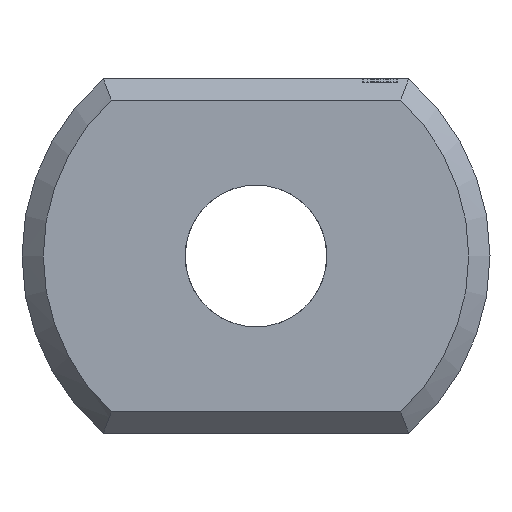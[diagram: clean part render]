
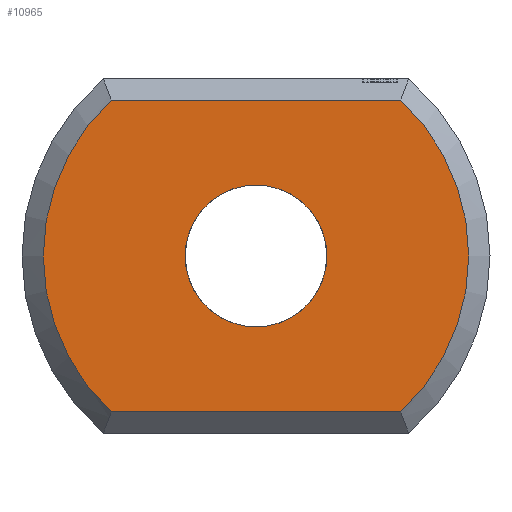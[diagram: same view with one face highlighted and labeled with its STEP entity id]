
A CAD part, left-side view. The second image highlights one B-rep face of the part: STEP entity #10965.
In plain terms, the highlighted planar face has unit normal (-1, 0, 0).
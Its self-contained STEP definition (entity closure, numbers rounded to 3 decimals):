
#24 = VERTEX_POINT('',#25);
#25 = CARTESIAN_POINT('',(0.,-2.04,2.2));
#33 = PLANE('',#34);
#34 = AXIS2_PLACEMENT_3D('',#35,#36,#37);
#35 = CARTESIAN_POINT('',(0.15,-2.154,2.35));
#36 = DIRECTION('',(0.707,0.,-0.707)
  );
#37 = DIRECTION('',(0.,-1.,0.));
#45 = CONICAL_SURFACE('',#46,3.3,0.785);
#46 = AXIS2_PLACEMENT_3D('',#47,#48,#49);
#47 = CARTESIAN_POINT('',(0.3,0.,0.));
#48 = DIRECTION('',(1.,0.,0.));
#49 = DIRECTION('',(0.,-0.653,0.758));
#89 = VERTEX_POINT('',#90);
#90 = CARTESIAN_POINT('',(0.,2.04,2.2));
#105 = CONICAL_SURFACE('',#106,3.3,0.785);
#106 = AXIS2_PLACEMENT_3D('',#107,#108,#109);
#107 = CARTESIAN_POINT('',(0.3,0.,0.));
#108 = DIRECTION('',(1.,0.,0.));
#109 = DIRECTION('',(0.,0.653,-0.758));
#120 = EDGE_CURVE('',#24,#89,#121,.T.);
#121 = SURFACE_CURVE('',#122,(#126,#133),.PCURVE_S1.);
#122 = LINE('',#123,#124);
#123 = CARTESIAN_POINT('',(0.,-2.154,2.2));
#124 = VECTOR('',#125,1.);
#125 = DIRECTION('',(0.,1.,0.));
#126 = PCURVE('',#33,#127);
#127 = DEFINITIONAL_REPRESENTATION('',(#128),#132);
#128 = LINE('',#129,#130);
#129 = CARTESIAN_POINT('',(0.,0.212));
#130 = VECTOR('',#131,1.);
#131 = DIRECTION('',(-1.,0.));
#132 = ( GEOMETRIC_REPRESENTATION_CONTEXT(2) 
PARAMETRIC_REPRESENTATION_CONTEXT() REPRESENTATION_CONTEXT('2D SPACE',''
  ) );
#133 = PCURVE('',#134,#139);
#134 = PLANE('',#135);
#135 = AXIS2_PLACEMENT_3D('',#136,#137,#138);
#136 = CARTESIAN_POINT('',(0.,0.,
    0.));
#137 = DIRECTION('',(1.,0.,0.));
#138 = DIRECTION('',(0.,0.,1.));
#139 = DEFINITIONAL_REPRESENTATION('',(#140),#144);
#140 = LINE('',#141,#142);
#141 = CARTESIAN_POINT('',(2.2,2.154));
#142 = VECTOR('',#143,1.);
#143 = DIRECTION('',(0.,-1.));
#144 = ( GEOMETRIC_REPRESENTATION_CONTEXT(2) 
PARAMETRIC_REPRESENTATION_CONTEXT() REPRESENTATION_CONTEXT('2D SPACE',''
  ) );
#180 = VERTEX_POINT('',#181);
#181 = CARTESIAN_POINT('',(0.,-2.04,-2.2));
#199 = PLANE('',#200);
#200 = AXIS2_PLACEMENT_3D('',#201,#202,#203);
#201 = CARTESIAN_POINT('',(0.15,-2.154,-2.35));
#202 = DIRECTION('',(-0.707,0.,-0.707));
#203 = DIRECTION('',(0.,-1.,0.));
#211 = EDGE_CURVE('',#24,#180,#212,.T.);
#212 = SURFACE_CURVE('',#213,(#218,#225),.PCURVE_S1.);
#213 = CIRCLE('',#214,3.);
#214 = AXIS2_PLACEMENT_3D('',#215,#216,#217);
#215 = CARTESIAN_POINT('',(0.,0.,
    0.));
#216 = DIRECTION('',(1.,0.,0.));
#217 = DIRECTION('',(0.,-0.653,0.758));
#218 = PCURVE('',#45,#219);
#219 = DEFINITIONAL_REPRESENTATION('',(#220),#224);
#220 = LINE('',#221,#222);
#221 = CARTESIAN_POINT('',(0.,-0.3));
#222 = VECTOR('',#223,1.);
#223 = DIRECTION('',(1.,-0.));
#224 = ( GEOMETRIC_REPRESENTATION_CONTEXT(2) 
PARAMETRIC_REPRESENTATION_CONTEXT() REPRESENTATION_CONTEXT('2D SPACE',''
  ) );
#225 = PCURVE('',#134,#226);
#226 = DEFINITIONAL_REPRESENTATION('',(#227),#231);
#227 = CIRCLE('',#228,3.);
#228 = AXIS2_PLACEMENT_2D('',#229,#230);
#229 = CARTESIAN_POINT('',(0.,0.));
#230 = DIRECTION('',(0.758,0.653));
#231 = ( GEOMETRIC_REPRESENTATION_CONTEXT(2) 
PARAMETRIC_REPRESENTATION_CONTEXT() REPRESENTATION_CONTEXT('2D SPACE',''
  ) );
#10965 = ADVANCED_FACE('',(#10966,#11015),#134,.F.);
#10966 = FACE_BOUND('',#10967,.F.);
#10967 = EDGE_LOOP('',(#10968,#10992,#10993,#10994));
#10968 = ORIENTED_EDGE('',*,*,#10969,.T.);
#10969 = EDGE_CURVE('',#10970,#89,#10972,.T.);
#10970 = VERTEX_POINT('',#10971);
#10971 = CARTESIAN_POINT('',(0.,2.04,-2.2));
#10972 = SURFACE_CURVE('',#10973,(#10978,#10985),.PCURVE_S1.);
#10973 = CIRCLE('',#10974,3.);
#10974 = AXIS2_PLACEMENT_3D('',#10975,#10976,#10977);
#10975 = CARTESIAN_POINT('',(0.,0.,
    0.));
#10976 = DIRECTION('',(1.,0.,0.));
#10977 = DIRECTION('',(0.,0.653,-0.758)
  );
#10978 = PCURVE('',#134,#10979);
#10979 = DEFINITIONAL_REPRESENTATION('',(#10980),#10984);
#10980 = CIRCLE('',#10981,3.);
#10981 = AXIS2_PLACEMENT_2D('',#10982,#10983);
#10982 = CARTESIAN_POINT('',(0.,0.));
#10983 = DIRECTION('',(-0.758,-0.653));
#10984 = ( GEOMETRIC_REPRESENTATION_CONTEXT(2) 
PARAMETRIC_REPRESENTATION_CONTEXT() REPRESENTATION_CONTEXT('2D SPACE',''
  ) );
#10985 = PCURVE('',#105,#10986);
#10986 = DEFINITIONAL_REPRESENTATION('',(#10987),#10991);
#10987 = LINE('',#10988,#10989);
#10988 = CARTESIAN_POINT('',(0.,-0.3));
#10989 = VECTOR('',#10990,1.);
#10990 = DIRECTION('',(1.,-0.));
#10991 = ( GEOMETRIC_REPRESENTATION_CONTEXT(2) 
PARAMETRIC_REPRESENTATION_CONTEXT() REPRESENTATION_CONTEXT('2D SPACE',''
  ) );
#10992 = ORIENTED_EDGE('',*,*,#120,.F.);
#10993 = ORIENTED_EDGE('',*,*,#211,.T.);
#10994 = ORIENTED_EDGE('',*,*,#10995,.T.);
#10995 = EDGE_CURVE('',#180,#10970,#10996,.T.);
#10996 = SURFACE_CURVE('',#10997,(#11001,#11008),.PCURVE_S1.);
#10997 = LINE('',#10998,#10999);
#10998 = CARTESIAN_POINT('',(0.,-2.154,-2.2));
#10999 = VECTOR('',#11000,1.);
#11000 = DIRECTION('',(0.,1.,0.));
#11001 = PCURVE('',#134,#11002);
#11002 = DEFINITIONAL_REPRESENTATION('',(#11003),#11007);
#11003 = LINE('',#11004,#11005);
#11004 = CARTESIAN_POINT('',(-2.2,2.154));
#11005 = VECTOR('',#11006,1.);
#11006 = DIRECTION('',(0.,-1.));
#11007 = ( GEOMETRIC_REPRESENTATION_CONTEXT(2) 
PARAMETRIC_REPRESENTATION_CONTEXT() REPRESENTATION_CONTEXT('2D SPACE',''
  ) );
#11008 = PCURVE('',#199,#11009);
#11009 = DEFINITIONAL_REPRESENTATION('',(#11010),#11014);
#11010 = LINE('',#11011,#11012);
#11011 = CARTESIAN_POINT('',(0.,0.212));
#11012 = VECTOR('',#11013,1.);
#11013 = DIRECTION('',(-1.,0.));
#11014 = ( GEOMETRIC_REPRESENTATION_CONTEXT(2) 
PARAMETRIC_REPRESENTATION_CONTEXT() REPRESENTATION_CONTEXT('2D SPACE',''
  ) );
#11015 = FACE_BOUND('',#11016,.T.);
#11016 = EDGE_LOOP('',(#11017));
#11017 = ORIENTED_EDGE('',*,*,#11018,.T.);
#11018 = EDGE_CURVE('',#11019,#11019,#11021,.T.);
#11019 = VERTEX_POINT('',#11020);
#11020 = CARTESIAN_POINT('',(0.,1.,0.));
#11021 = SURFACE_CURVE('',#11022,(#11027,#11034),.PCURVE_S1.);
#11022 = CIRCLE('',#11023,1.);
#11023 = AXIS2_PLACEMENT_3D('',#11024,#11025,#11026);
#11024 = CARTESIAN_POINT('',(0.,0.,0.));
#11025 = DIRECTION('',(1.,0.,0.));
#11026 = DIRECTION('',(0.,1.,0.));
#11027 = PCURVE('',#134,#11028);
#11028 = DEFINITIONAL_REPRESENTATION('',(#11029),#11033);
#11029 = CIRCLE('',#11030,1.);
#11030 = AXIS2_PLACEMENT_2D('',#11031,#11032);
#11031 = CARTESIAN_POINT('',(0.,0.));
#11032 = DIRECTION('',(0.,-1.));
#11033 = ( GEOMETRIC_REPRESENTATION_CONTEXT(2) 
PARAMETRIC_REPRESENTATION_CONTEXT() REPRESENTATION_CONTEXT('2D SPACE',''
  ) );
#11034 = PCURVE('',#11035,#11040);
#11035 = CYLINDRICAL_SURFACE('',#11036,1.);
#11036 = AXIS2_PLACEMENT_3D('',#11037,#11038,#11039);
#11037 = CARTESIAN_POINT('',(0.,0.,0.));
#11038 = DIRECTION('',(-1.,0.,0.));
#11039 = DIRECTION('',(0.,1.,0.));
#11040 = DEFINITIONAL_REPRESENTATION('',(#11041),#11045);
#11041 = LINE('',#11042,#11043);
#11042 = CARTESIAN_POINT('',(-0.,0.));
#11043 = VECTOR('',#11044,1.);
#11044 = DIRECTION('',(-1.,0.));
#11045 = ( GEOMETRIC_REPRESENTATION_CONTEXT(2) 
PARAMETRIC_REPRESENTATION_CONTEXT() REPRESENTATION_CONTEXT('2D SPACE',''
  ) );
